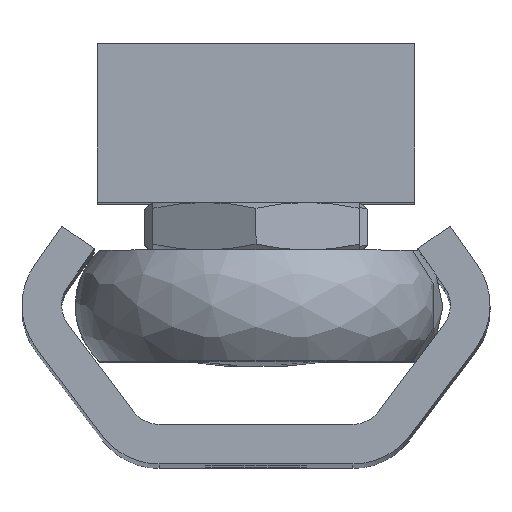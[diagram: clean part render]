
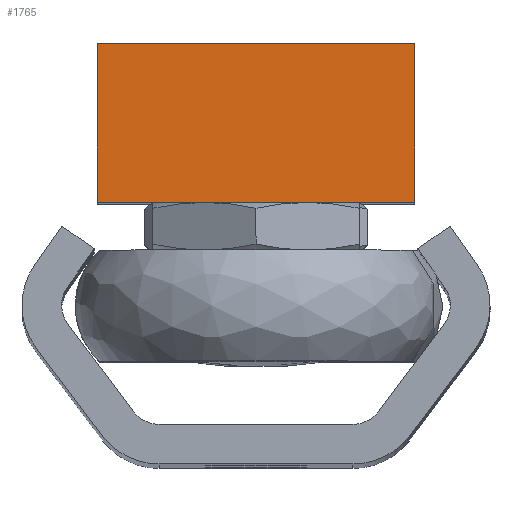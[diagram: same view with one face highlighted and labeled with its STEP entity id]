
A CAD part, top view. The second image highlights one B-rep face of the part: STEP entity #1765.
In plain terms, the highlighted planar face has unit normal (0, 0, 1).
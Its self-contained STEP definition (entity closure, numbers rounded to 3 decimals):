
#357 = ORIENTED_EDGE ( 'NONE', *, *, #1494, .T. ) ;
#361 = ORIENTED_EDGE ( 'NONE', *, *, #1491, .T. ) ;
#362 = ORIENTED_EDGE ( 'NONE', *, *, #1502, .T. ) ;
#383 = ORIENTED_EDGE ( 'NONE', *, *, #1490, .T. ) ;
#541 = VERTEX_POINT ( 'NONE', #713 ) ;
#643 = VERTEX_POINT ( 'NONE', #815 ) ;
#644 = VERTEX_POINT ( 'NONE', #816 ) ;
#648 = VERTEX_POINT ( 'NONE', #820 ) ;
#713 = CARTESIAN_POINT ( 'NONE',  ( 10., 7., 0. ) ) ;
#815 = CARTESIAN_POINT ( 'NONE',  ( -10., -3., 0. ) ) ;
#816 = CARTESIAN_POINT ( 'NONE',  ( 10., -3., 0. ) ) ;
#820 = CARTESIAN_POINT ( 'NONE',  ( -10., 7., 0. ) ) ;
#1185 = CARTESIAN_POINT ( 'NONE',  ( -10., -3., 0. ) ) ;
#1186 = DIRECTION ( 'NONE',  ( 0., -1., 0. ) ) ;
#1187 = CARTESIAN_POINT ( 'NONE',  ( 10., -3., 0. ) ) ;
#1188 = DIRECTION ( 'NONE',  ( 0., 1., 0. ) ) ;
#1195 = CARTESIAN_POINT ( 'NONE',  ( -10., 7., 0. ) ) ;
#1196 = DIRECTION ( 'NONE',  ( -1., 0., 0. ) ) ;
#1215 = CARTESIAN_POINT ( 'NONE',  ( -10., -3., 0. ) ) ;
#1216 = DIRECTION ( 'NONE',  ( 1., 0., 0. ) ) ;
#1490 = EDGE_CURVE ( 'NONE', #648, #643, #2328, .T. ) ;
#1491 = EDGE_CURVE ( 'NONE', #644, #541, #2622, .T. ) ;
#1494 = EDGE_CURVE ( 'NONE', #541, #648, #2348, .T. ) ;
#1502 = EDGE_CURVE ( 'NONE', #643, #644, #2349, .T. ) ;
#1765 = ADVANCED_FACE ( 'NONE', ( #3007 ), #4142, .F. ) ;
#2328 = LINE ( 'NONE', #1185, #2620 ) ;
#2348 = LINE ( 'NONE', #1195, #2626 ) ;
#2349 = LINE ( 'NONE', #1215, #2637 ) ;
#2620 = VECTOR ( 'NONE', #1186, 1000. ) ;
#2622 = LINE ( 'NONE', #1187, #2623 ) ;
#2623 = VECTOR ( 'NONE', #1188, 1000. ) ;
#2626 = VECTOR ( 'NONE', #1196, 1000. ) ;
#2637 = VECTOR ( 'NONE', #1216, 1000. ) ;
#3007 = FACE_OUTER_BOUND ( 'NONE', #5098, .T. ) ;
#4142 = PLANE ( 'NONE',  #4478 ) ;
#4143 = CARTESIAN_POINT ( 'NONE',  ( -10., 7., 0. ) ) ;
#4152 = DIRECTION ( 'NONE',  ( 0., 0., -1. ) ) ;
#4153 = DIRECTION ( 'NONE',  ( -1., 0., 0. ) ) ;
#4478 = AXIS2_PLACEMENT_3D ( 'NONE', #4143, #4152, #4153 ) ;
#5098 = EDGE_LOOP ( 'NONE', ( #383, #362, #361, #357 ) ) ;
